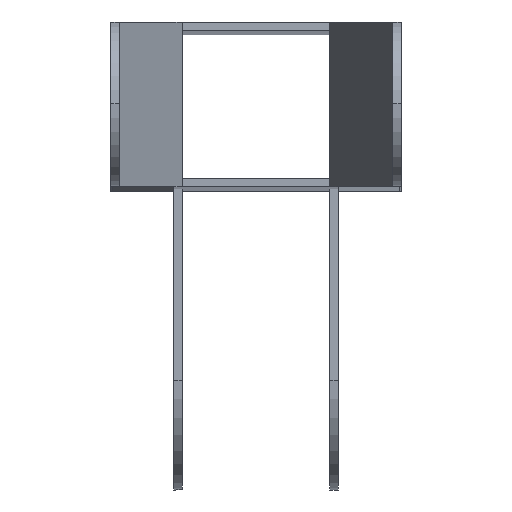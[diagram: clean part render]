
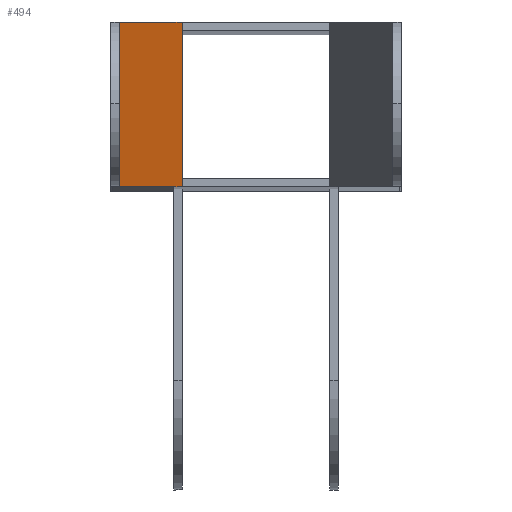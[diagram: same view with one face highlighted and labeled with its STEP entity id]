
A CAD part, top view. The second image highlights one B-rep face of the part: STEP entity #494.
In plain terms, the highlighted planar face has unit normal (0.908, 0, 0.418).
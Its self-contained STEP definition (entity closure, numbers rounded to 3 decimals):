
#6 = DIRECTION ( 'NONE',  ( -0.418, 0., 0.908 ) ) ;
#32 = CARTESIAN_POINT ( 'NONE',  ( -100., 60., 1900. ) ) ;
#42 = DIRECTION ( 'NONE',  ( 0., 1., 0. ) ) ;
#46 = EDGE_CURVE ( 'NONE', #237, #1213, #410, .T. ) ;
#57 = EDGE_CURVE ( 'NONE', #155, #163, #158, .T. ) ;
#78 = CARTESIAN_POINT ( 'NONE',  ( -54., -54., 1800. ) ) ;
#131 = EDGE_LOOP ( 'NONE', ( #1345, #1252, #1044, #1056, #1088, #282 ) ) ;
#155 = VERTEX_POINT ( 'NONE', #1647 ) ;
#158 = LINE ( 'NONE', #781, #1055 ) ;
#163 = VERTEX_POINT ( 'NONE', #32 ) ;
#174 = CARTESIAN_POINT ( 'NONE',  ( -54., 54., 1800. ) ) ;
#181 = DIRECTION ( 'NONE',  ( -0.908, 0., -0.418 ) ) ;
#228 = CARTESIAN_POINT ( 'NONE',  ( -54., -60., 1800. ) ) ;
#236 = EDGE_CURVE ( 'NONE', #256, #1936, #826, .T. ) ;
#237 = VERTEX_POINT ( 'NONE', #1162 ) ;
#256 = VERTEX_POINT ( 'NONE', #873 ) ;
#282 = ORIENTED_EDGE ( 'NONE', *, *, #667, .T. ) ;
#390 = DIRECTION ( 'NONE',  ( 0., 1., 0. ) ) ;
#410 = LINE ( 'NONE', #1843, #1933 ) ;
#494 = ADVANCED_FACE ( 'NONE', ( #1417 ), #1015, .F. ) ;
#667 = EDGE_CURVE ( 'NONE', #1936, #155, #770, .T. ) ;
#705 = EDGE_CURVE ( 'NONE', #1213, #163, #743, .T. ) ;
#743 = LINE ( 'NONE', #1021, #1890 ) ;
#770 = LINE ( 'NONE', #228, #1060 ) ;
#772 = CARTESIAN_POINT ( 'NONE',  ( -54., -60., 1800. ) ) ;
#779 = VECTOR ( 'NONE', #1887, 1000. ) ;
#781 = CARTESIAN_POINT ( 'NONE',  ( -54., 60., 1800. ) ) ;
#826 = LINE ( 'NONE', #78, #2053 ) ;
#843 = CARTESIAN_POINT ( 'NONE',  ( -54., -60., 1800. ) ) ;
#873 = CARTESIAN_POINT ( 'NONE',  ( -54., -54., 1800. ) ) ;
#1015 = PLANE ( 'NONE',  #1613 ) ;
#1021 = CARTESIAN_POINT ( 'NONE',  ( -100., -60., 1900. ) ) ;
#1044 = ORIENTED_EDGE ( 'NONE', *, *, #46, .F. ) ;
#1055 = VECTOR ( 'NONE', #1211, 1000. ) ;
#1056 = ORIENTED_EDGE ( 'NONE', *, *, #1235, .T. ) ;
#1060 = VECTOR ( 'NONE', #1349, 1000. ) ;
#1088 = ORIENTED_EDGE ( 'NONE', *, *, #236, .T. ) ;
#1162 = CARTESIAN_POINT ( 'NONE',  ( -54., -60., 1800. ) ) ;
#1211 = DIRECTION ( 'NONE',  ( -0.418, 0., 0.908 ) ) ;
#1213 = VERTEX_POINT ( 'NONE', #1413 ) ;
#1235 = EDGE_CURVE ( 'NONE', #237, #256, #1251, .T. ) ;
#1251 = LINE ( 'NONE', #772, #779 ) ;
#1252 = ORIENTED_EDGE ( 'NONE', *, *, #705, .F. ) ;
#1345 = ORIENTED_EDGE ( 'NONE', *, *, #57, .T. ) ;
#1349 = DIRECTION ( 'NONE',  ( 0., 1., 0. ) ) ;
#1413 = CARTESIAN_POINT ( 'NONE',  ( -100., -60., 1900. ) ) ;
#1417 = FACE_OUTER_BOUND ( 'NONE', #131, .T. ) ;
#1613 = AXIS2_PLACEMENT_3D ( 'NONE', #843, #181, #6 ) ;
#1647 = CARTESIAN_POINT ( 'NONE',  ( -54., 60., 1800. ) ) ;
#1843 = CARTESIAN_POINT ( 'NONE',  ( -54., -60., 1800. ) ) ;
#1887 = DIRECTION ( 'NONE',  ( 0., 1., 0. ) ) ;
#1890 = VECTOR ( 'NONE', #42, 1000. ) ;
#1933 = VECTOR ( 'NONE', #1993, 1000. ) ;
#1936 = VERTEX_POINT ( 'NONE', #174 ) ;
#1993 = DIRECTION ( 'NONE',  ( -0.418, 0., 0.908 ) ) ;
#2053 = VECTOR ( 'NONE', #390, 1000. ) ;
